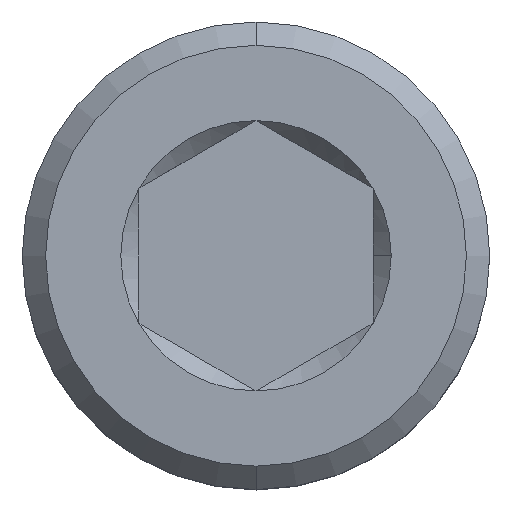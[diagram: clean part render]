
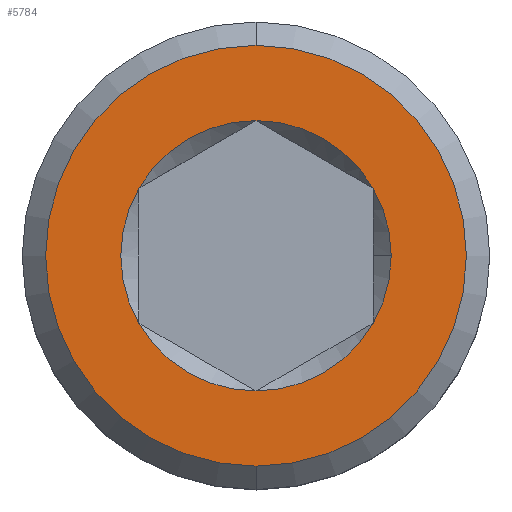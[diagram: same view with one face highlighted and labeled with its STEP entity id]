
A CAD part, top view. The second image highlights one B-rep face of the part: STEP entity #5784.
In plain terms, the highlighted planar face has unit normal (0, 0, 1).
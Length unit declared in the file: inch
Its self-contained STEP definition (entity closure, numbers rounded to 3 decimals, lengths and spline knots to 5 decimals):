
#206 = VERTEX_POINT ( 'NONE', #1966 ) ;
#271 = EDGE_CURVE ( 'NONE', #8921, #1476, #2181, .T. ) ;
#279 = DIRECTION ( 'NONE',  ( 0., 0., 1. ) ) ;
#292 = CARTESIAN_POINT ( 'NONE',  ( 0.09021, 0., 1.22 ) ) ;
#372 = CARTESIAN_POINT ( 'NONE',  ( 0., 0., 1.22 ) ) ;
#484 = CIRCLE ( 'NONE', #2778, 0.09021 ) ;
#543 = CIRCLE ( 'NONE', #2993, 0.09021 ) ;
#968 = CARTESIAN_POINT ( 'NONE',  ( 0., 0., 1.22 ) ) ;
#996 = ORIENTED_EDGE ( 'NONE', *, *, #3842, .F. ) ;
#1175 = ORIENTED_EDGE ( 'NONE', *, *, #8847, .F. ) ;
#1250 = CARTESIAN_POINT ( 'NONE',  ( 0., -0.09021, 1.22 ) ) ;
#1303 = CIRCLE ( 'NONE', #6672, 0.1404 ) ;
#1476 = VERTEX_POINT ( 'NONE', #292 ) ;
#1601 = DIRECTION ( 'NONE',  ( 0., 0., 1. ) ) ;
#1618 = ORIENTED_EDGE ( 'NONE', *, *, #3093, .T. ) ;
#1693 = DIRECTION ( 'NONE',  ( 1., 0., 0. ) ) ;
#1818 = ORIENTED_EDGE ( 'NONE', *, *, #8089, .F. ) ;
#1868 = CIRCLE ( 'NONE', #8153, 0.1404 ) ;
#1949 = EDGE_LOOP ( 'NONE', ( #3233, #996, #2393, #7059, #1175, #1818, #6175 ) ) ;
#1966 = CARTESIAN_POINT ( 'NONE',  ( 0., 0.1404, 1.22 ) ) ;
#2061 = CARTESIAN_POINT ( 'NONE',  ( 0.07813, 0.04511, 1.22 ) ) ;
#2074 = CIRCLE ( 'NONE', #5438, 0.09021 ) ;
#2181 = CIRCLE ( 'NONE', #7089, 0.09021 ) ;
#2393 = ORIENTED_EDGE ( 'NONE', *, *, #5369, .F. ) ;
#2525 = VERTEX_POINT ( 'NONE', #7318 ) ;
#2540 = FACE_BOUND ( 'NONE', #1949, .T. ) ;
#2622 = AXIS2_PLACEMENT_3D ( 'NONE', #3895, #3222, #6155 ) ;
#2778 = AXIS2_PLACEMENT_3D ( 'NONE', #968, #6970, #3945 ) ;
#2797 = CARTESIAN_POINT ( 'NONE',  ( 0., -0.1404, 1.22 ) ) ;
#2882 = DIRECTION ( 'NONE',  ( 1., 0., 0. ) ) ;
#2993 = AXIS2_PLACEMENT_3D ( 'NONE', #4448, #5834, #5164 ) ;
#3093 = EDGE_CURVE ( 'NONE', #4345, #206, #1868, .T. ) ;
#3222 = DIRECTION ( 'NONE',  ( 0., 0., 1. ) ) ;
#3233 = ORIENTED_EDGE ( 'NONE', *, *, #4804, .F. ) ;
#3431 = CARTESIAN_POINT ( 'NONE',  ( 0., 0., 1.22 ) ) ;
#3546 = CIRCLE ( 'NONE', #2622, 0.09021 ) ;
#3665 = VERTEX_POINT ( 'NONE', #8994 ) ;
#3765 = DIRECTION ( 'NONE',  ( 0., 1., 0. ) ) ;
#3842 = EDGE_CURVE ( 'NONE', #5982, #8452, #8755, .T. ) ;
#3895 = CARTESIAN_POINT ( 'NONE',  ( 0., 0., 1.22 ) ) ;
#3945 = DIRECTION ( 'NONE',  ( 1., 0., 0. ) ) ;
#4345 = VERTEX_POINT ( 'NONE', #2797 ) ;
#4448 = CARTESIAN_POINT ( 'NONE',  ( 0., 0., 1.22 ) ) ;
#4527 = EDGE_LOOP ( 'NONE', ( #4873, #1618 ) ) ;
#4606 = CARTESIAN_POINT ( 'NONE',  ( 0., 0.156, 1.22 ) ) ;
#4798 = CARTESIAN_POINT ( 'NONE',  ( 0., 0., 1.22 ) ) ;
#4804 = EDGE_CURVE ( 'NONE', #8452, #2525, #3546, .T. ) ;
#4851 = EDGE_CURVE ( 'NONE', #2525, #3665, #484, .T. ) ;
#4873 = ORIENTED_EDGE ( 'NONE', *, *, #9314, .T. ) ;
#5164 = DIRECTION ( 'NONE',  ( 1., 0., 0. ) ) ;
#5269 = DIRECTION ( 'NONE',  ( 1., 0., 0. ) ) ;
#5344 = CARTESIAN_POINT ( 'NONE',  ( 0., 0., 1.22 ) ) ;
#5369 = EDGE_CURVE ( 'NONE', #1476, #5982, #6763, .T. ) ;
#5438 = AXIS2_PLACEMENT_3D ( 'NONE', #372, #279, #5269 ) ;
#5784 = ADVANCED_FACE ( 'NONE', ( #6769, #2540 ), #8448, .F. ) ;
#5834 = DIRECTION ( 'NONE',  ( 0., 0., 1. ) ) ;
#5982 = VERTEX_POINT ( 'NONE', #2061 ) ;
#5999 = CARTESIAN_POINT ( 'NONE',  ( 0., 0., 1.22 ) ) ;
#6155 = DIRECTION ( 'NONE',  ( 1., 0., 0. ) ) ;
#6175 = ORIENTED_EDGE ( 'NONE', *, *, #4851, .F. ) ;
#6264 = DIRECTION ( 'NONE',  ( 0., 1., 0. ) ) ;
#6469 = AXIS2_PLACEMENT_3D ( 'NONE', #5999, #8794, #2882 ) ;
#6672 = AXIS2_PLACEMENT_3D ( 'NONE', #3431, #9336, #6264 ) ;
#6763 = CIRCLE ( 'NONE', #6469, 0.09021 ) ;
#6769 = FACE_OUTER_BOUND ( 'NONE', #4527, .T. ) ;
#6913 = DIRECTION ( 'NONE',  ( 0., 1., 0. ) ) ;
#6926 = AXIS2_PLACEMENT_3D ( 'NONE', #4606, #7626, #6913 ) ;
#6970 = DIRECTION ( 'NONE',  ( 0., 0., 1. ) ) ;
#6998 = CARTESIAN_POINT ( 'NONE',  ( 0., 0.09021, 1.22 ) ) ;
#7008 = DIRECTION ( 'NONE',  ( 0., 0., 1. ) ) ;
#7059 = ORIENTED_EDGE ( 'NONE', *, *, #271, .F. ) ;
#7089 = AXIS2_PLACEMENT_3D ( 'NONE', #4798, #7008, #9359 ) ;
#7222 = AXIS2_PLACEMENT_3D ( 'NONE', #5344, #8274, #1693 ) ;
#7279 = CARTESIAN_POINT ( 'NONE',  ( 0.07813, -0.04511, 1.22 ) ) ;
#7318 = CARTESIAN_POINT ( 'NONE',  ( -0.07813, 0.04511, 1.22 ) ) ;
#7626 = DIRECTION ( 'NONE',  ( 0., 0., -1. ) ) ;
#7972 = VERTEX_POINT ( 'NONE', #1250 ) ;
#8002 = CARTESIAN_POINT ( 'NONE',  ( 0., 0., 1.22 ) ) ;
#8089 = EDGE_CURVE ( 'NONE', #3665, #7972, #2074, .T. ) ;
#8153 = AXIS2_PLACEMENT_3D ( 'NONE', #8002, #1601, #3765 ) ;
#8274 = DIRECTION ( 'NONE',  ( 0., 0., 1. ) ) ;
#8448 = PLANE ( 'NONE',  #6926 ) ;
#8452 = VERTEX_POINT ( 'NONE', #6998 ) ;
#8755 = CIRCLE ( 'NONE', #7222, 0.09021 ) ;
#8794 = DIRECTION ( 'NONE',  ( 0., 0., 1. ) ) ;
#8847 = EDGE_CURVE ( 'NONE', #7972, #8921, #543, .T. ) ;
#8921 = VERTEX_POINT ( 'NONE', #7279 ) ;
#8994 = CARTESIAN_POINT ( 'NONE',  ( -0.07813, -0.04511, 1.22 ) ) ;
#9314 = EDGE_CURVE ( 'NONE', #206, #4345, #1303, .T. ) ;
#9336 = DIRECTION ( 'NONE',  ( 0., 0., 1. ) ) ;
#9359 = DIRECTION ( 'NONE',  ( 1., 0., 0. ) ) ;
